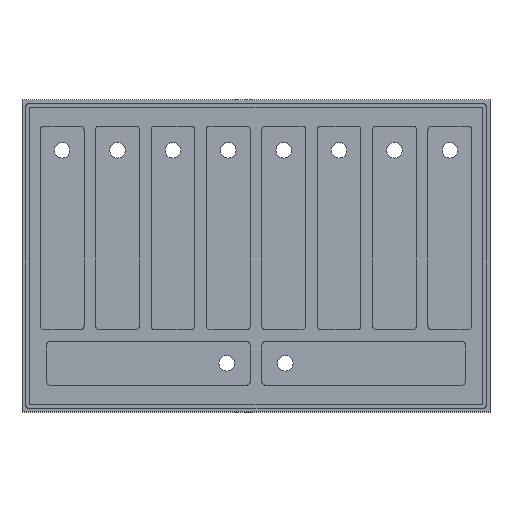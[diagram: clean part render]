
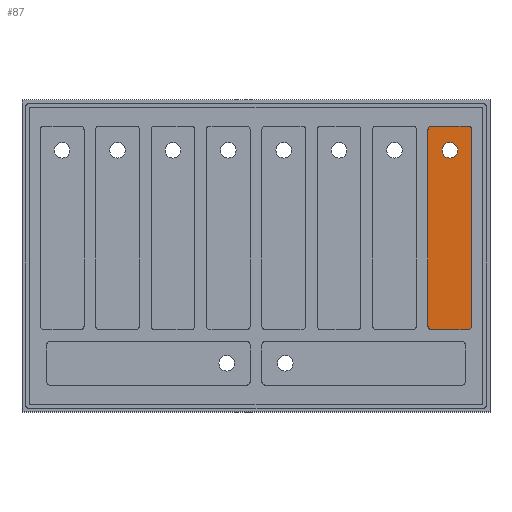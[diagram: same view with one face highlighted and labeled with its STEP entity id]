
A CAD part, top view. The second image highlights one B-rep face of the part: STEP entity #87.
In plain terms, the highlighted planar face has unit normal (0, 0, 1).
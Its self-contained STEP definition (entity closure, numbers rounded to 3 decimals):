
#87 = ADVANCED_FACE( '', ( #241, #242 ), #243, .F. );
#241 = FACE_OUTER_BOUND( '', #523, .T. );
#242 = FACE_BOUND( '', #524, .T. );
#243 = PLANE( '', #525 );
#523 = EDGE_LOOP( '', ( #939, #940, #941, #942, #943, #944, #945, #946 ) );
#524 = EDGE_LOOP( '', ( #947 ) );
#525 = AXIS2_PLACEMENT_3D( '', #948, #949, #950 );
#939 = ORIENTED_EDGE( '', *, *, #1862, .F. );
#940 = ORIENTED_EDGE( '', *, *, #1863, .T. );
#941 = ORIENTED_EDGE( '', *, *, #1864, .F. );
#942 = ORIENTED_EDGE( '', *, *, #1742, .T. );
#943 = ORIENTED_EDGE( '', *, *, #1865, .F. );
#944 = ORIENTED_EDGE( '', *, *, #1866, .T. );
#945 = ORIENTED_EDGE( '', *, *, #1860, .F. );
#946 = ORIENTED_EDGE( '', *, *, #1858, .T. );
#947 = ORIENTED_EDGE( '', *, *, #1867, .F. );
#948 = CARTESIAN_POINT( '', ( 548.5, 236., 2. ) );
#949 = DIRECTION( '', ( 0., 0., -1. ) );
#950 = DIRECTION( '', ( 0., -1., 0. ) );
#1742 = EDGE_CURVE( '', #2057, #2055, #2058, .F. );
#1858 = EDGE_CURVE( '', #2280, #2278, #2281, .F. );
#1860 = EDGE_CURVE( '', #2280, #2283, #2284, .T. );
#1862 = EDGE_CURVE( '', #2286, #2278, #2287, .T. );
#1863 = EDGE_CURVE( '', #2286, #2288, #2289, .F. );
#1864 = EDGE_CURVE( '', #2057, #2288, #2290, .T. );
#1865 = EDGE_CURVE( '', #2291, #2055, #2292, .T. );
#1866 = EDGE_CURVE( '', #2291, #2283, #2293, .F. );
#1867 = EDGE_CURVE( '', #2294, #2294, #2295, .T. );
#2055 = VERTEX_POINT( '', #2579 );
#2057 = VERTEX_POINT( '', #2582 );
#2058 = CIRCLE( '', #2583, 4.5 );
#2278 = VERTEX_POINT( '', #2863 );
#2280 = VERTEX_POINT( '', #2866 );
#2281 = CIRCLE( '', #2867, 4.5 );
#2283 = VERTEX_POINT( '', #2870 );
#2284 = LINE( '', #2871, #2872 );
#2286 = VERTEX_POINT( '', #2875 );
#2287 = LINE( '', #2876, #2877 );
#2288 = VERTEX_POINT( '', #2878 );
#2289 = CIRCLE( '', #2879, 4.5 );
#2290 = LINE( '', #2880, #2881 );
#2291 = VERTEX_POINT( '', #2882 );
#2292 = LINE( '', #2883, #2884 );
#2293 = CIRCLE( '', #2885, 4.5 );
#2294 = VERTEX_POINT( '', #2886 );
#2295 = CIRCLE( '', #2887, 10. );
#2579 = CARTESIAN_POINT( '', ( 525., 105.5, 2. ) );
#2582 = CARTESIAN_POINT( '', ( 520.5, 110., 2. ) );
#2583 = AXIS2_PLACEMENT_3D( '', #3292, #3293, #3294 );
#2863 = CARTESIAN_POINT( '', ( 572., 366.5, 2. ) );
#2866 = CARTESIAN_POINT( '', ( 576.5, 362., 2. ) );
#2867 = AXIS2_PLACEMENT_3D( '', #3518, #3519, #3520 );
#2870 = CARTESIAN_POINT( '', ( 576.5, 110., 2. ) );
#2871 = CARTESIAN_POINT( '', ( 576.5, 366.5, 2. ) );
#2872 = VECTOR( '', #3522, 1000. );
#2875 = CARTESIAN_POINT( '', ( 525., 366.5, 2. ) );
#2876 = CARTESIAN_POINT( '', ( 520.5, 366.5, 2. ) );
#2877 = VECTOR( '', #3524, 1000. );
#2878 = CARTESIAN_POINT( '', ( 520.5, 362., 2. ) );
#2879 = AXIS2_PLACEMENT_3D( '', #3525, #3526, #3527 );
#2880 = CARTESIAN_POINT( '', ( 520.5, 105.5, 2. ) );
#2881 = VECTOR( '', #3528, 1000. );
#2882 = CARTESIAN_POINT( '', ( 572., 105.5, 2. ) );
#2883 = CARTESIAN_POINT( '', ( 576.5, 105.5, 2. ) );
#2884 = VECTOR( '', #3529, 1000. );
#2885 = AXIS2_PLACEMENT_3D( '', #3530, #3531, #3532 );
#2886 = CARTESIAN_POINT( '', ( 558.5, 335.5, 2. ) );
#2887 = AXIS2_PLACEMENT_3D( '', #3533, #3534, #3535 );
#3292 = CARTESIAN_POINT( '', ( 525., 110., 2. ) );
#3293 = DIRECTION( '', ( 0., 0., -1. ) );
#3294 = DIRECTION( '', ( -1., 0., 0. ) );
#3518 = CARTESIAN_POINT( '', ( 572., 362., 2. ) );
#3519 = DIRECTION( '', ( 0., 0., -1. ) );
#3520 = DIRECTION( '', ( -1., 0., 0. ) );
#3522 = DIRECTION( '', ( 0., -1., 0. ) );
#3524 = DIRECTION( '', ( 1., 0., 0. ) );
#3525 = CARTESIAN_POINT( '', ( 525., 362., 2. ) );
#3526 = DIRECTION( '', ( 0., 0., -1. ) );
#3527 = DIRECTION( '', ( -1., 0., 0. ) );
#3528 = DIRECTION( '', ( 0., 1., 0. ) );
#3529 = DIRECTION( '', ( -1., 0., 0. ) );
#3530 = CARTESIAN_POINT( '', ( 572., 110., 2. ) );
#3531 = DIRECTION( '', ( 0., 0., -1. ) );
#3532 = DIRECTION( '', ( -1., 0., 0. ) );
#3533 = CARTESIAN_POINT( '', ( 548.5, 335.5, 2. ) );
#3534 = DIRECTION( '', ( 0., 0., 1. ) );
#3535 = DIRECTION( '', ( 1., 0., 0. ) );
